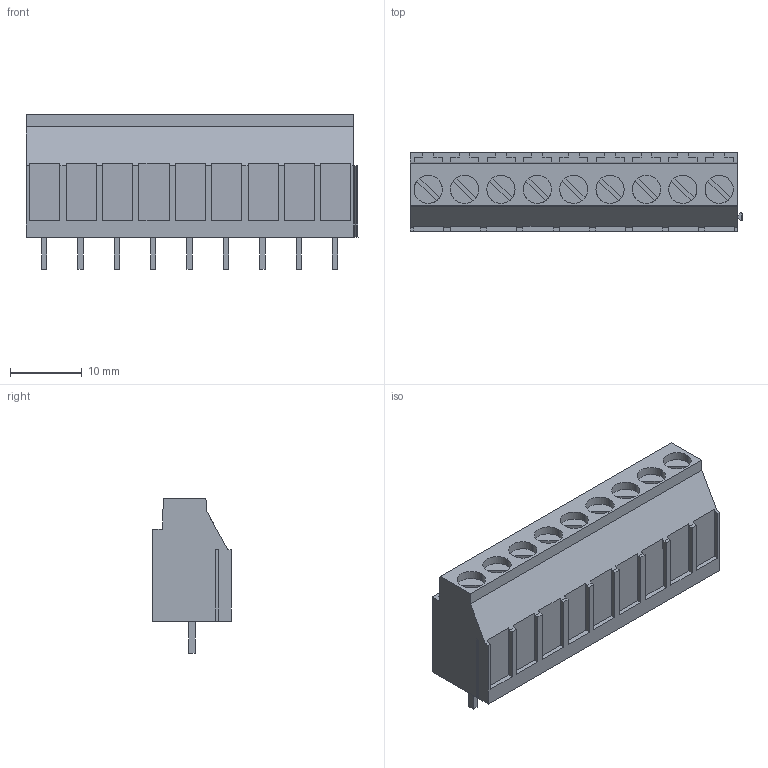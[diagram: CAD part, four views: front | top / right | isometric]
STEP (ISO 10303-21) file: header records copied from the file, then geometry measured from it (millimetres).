
FILE_DESCRIPTION(('CATIA V5 STEP Exchange','CAx-IF Rec.Pracs.--- Model Styling and Organization---1.4--- 2014-01-23'),'2;1');
FILE_NAME ('112428-1_0_2567160000_2567160000.stp','2021-07-20T13:36:40+00:00',('none'),('Weidmueller'),'CATIA Version 5-6 Release 2016 SP3 HF44','CATIA V5 STEP AP214','none');
FILE_SCHEMA(('AUTOMOTIVE_DESIGN { 1 0 10303 214 1 1 1 1 }'));
Length unit declared in the file: millimetre
Products named in the file (1): 2567160000
Bounding box: 46.37 x 11 x 21.6 mm (x, y, z)
Volume: 6650.9 mm3; surface area: 4679.6 mm2
Topology: 19 solids, 19 shells, 468 faces, 1191 edges, 788 vertices
Faces by surface type: plane 432, cylinder 36
Entity records: 13890 total; most frequent: CARTESIAN_POINT 2514, ORIENTED_EDGE 2382, DIRECTION 1901, EDGE_CURVE 1191, VECTOR 1083, LINE 1083, VERTEX_POINT 788, EDGE_LOOP 495
